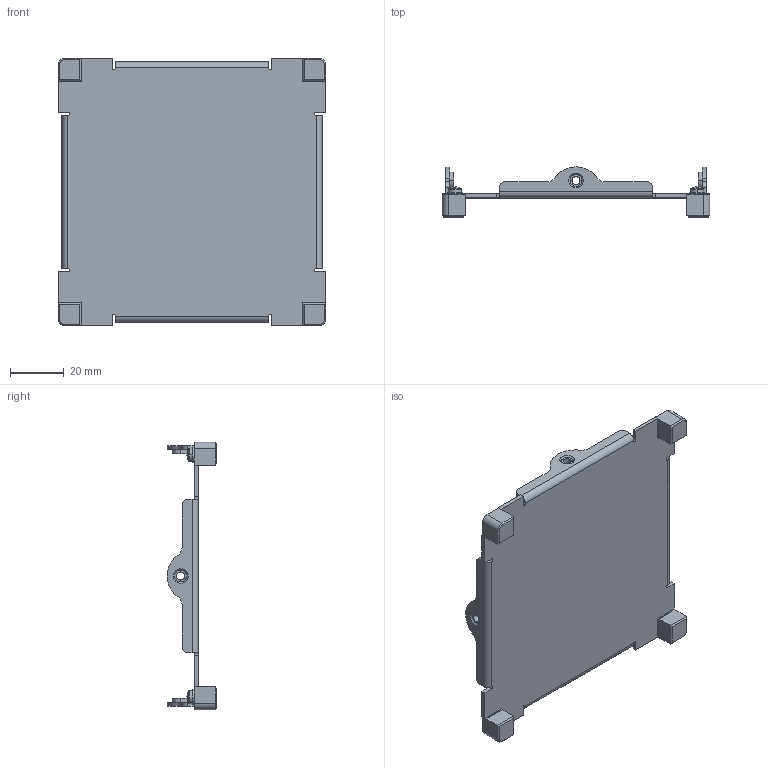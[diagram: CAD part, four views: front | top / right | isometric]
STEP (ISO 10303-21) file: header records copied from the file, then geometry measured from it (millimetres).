
FILE_DESCRIPTION (( 'STEP AP214' ), '1' );
FILE_NAME ('710-00295-D0 Cover Plate, Solid.STEP', '2017-11-13T20:18:07', ( '' ), ( '' ), 'SwSTEP 2.0', 'SolidWorks 2014', '' );
FILE_SCHEMA (( 'AUTOMOTIVE_DESIGN' ));
Length unit declared in the file: inch
Products named in the file (2): 710-00295-D0 Cover Plate, Solid
Bounding box: 100 x 18.58 x 100 mm (x, y, z)
Volume: 18583.6 mm3; surface area: 24006.3 mm2
Topology: 1 solids, 37 shells, 661 faces, 1565 edges, 942 vertices
Faces by surface type: plane 258, cone 212, cylinder 175, torus 8, sphere 8
Entity records: 20088 total; most frequent: DIRECTION 3605, CARTESIAN_POINT 3170, ORIENTED_EDGE 3130, EDGE_CURVE 1565, AXIS2_PLACEMENT_3D 1377, VERTEX_POINT 942, LINE 851, VECTOR 851
